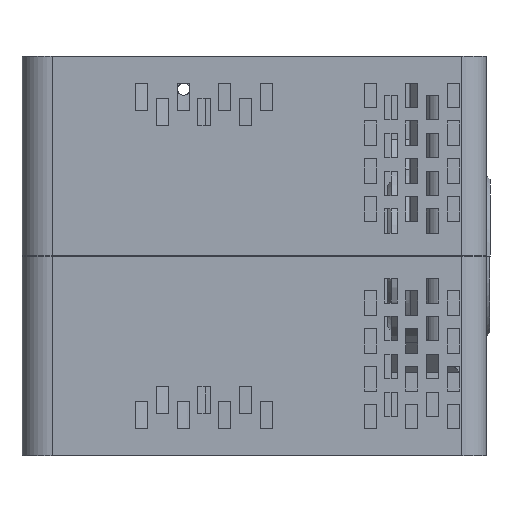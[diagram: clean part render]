
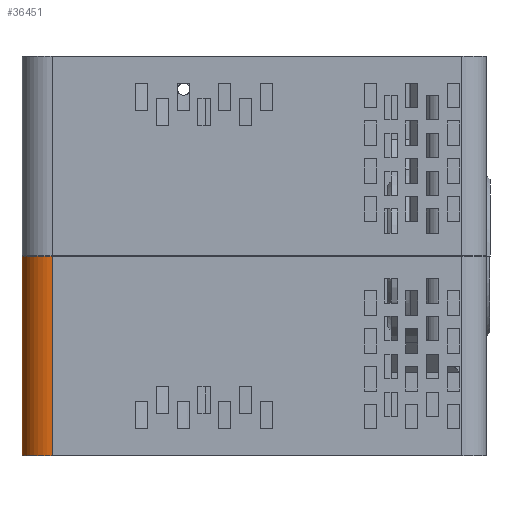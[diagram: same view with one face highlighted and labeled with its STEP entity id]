
A CAD part, left-side view. The second image highlights one B-rep face of the part: STEP entity #36451.
In plain terms, the highlighted cylindrical face has radius 5 mm (diameter 10 mm), a partial arc.
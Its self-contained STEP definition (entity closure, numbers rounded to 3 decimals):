
#3448=LINE('',#53312,#8141);
#3604=LINE('',#53661,#8297);
#8141=VECTOR('',#41842,32.7);
#8297=VECTOR('',#42116,32.7);
#11516=CYLINDRICAL_SURFACE('',#38386,5.);
#11747=FACE_OUTER_BOUND('',#13822,.T.);
#13822=EDGE_LOOP('',(#27502,#27503,#27504,#27505));
#15807=CIRCLE('',#38304,5.);
#15816=CIRCLE('',#38315,5.);
#17437=VERTEX_POINT('',#51510);
#17438=VERTEX_POINT('',#51512);
#17615=VERTEX_POINT('',#52935);
#17616=VERTEX_POINT('',#52937);
#21132=EDGE_CURVE('',#17437,#17438,#15807,.T.);
#21315=EDGE_CURVE('',#17616,#17615,#15816,.T.);
#21503=EDGE_CURVE('',#17437,#17616,#3448,.T.);
#21674=EDGE_CURVE('',#17438,#17615,#3604,.T.);
#27502=ORIENTED_EDGE('',*,*,#21132,.F.);
#27503=ORIENTED_EDGE('',*,*,#21503,.T.);
#27504=ORIENTED_EDGE('',*,*,#21315,.T.);
#27505=ORIENTED_EDGE('',*,*,#21674,.F.);
#36451=ADVANCED_FACE('',(#11747),#11516,.T.);
#38304=AXIS2_PLACEMENT_3D('',#51513,#41515,#41516);
#38315=AXIS2_PLACEMENT_3D('',#52938,#41634,#41635);
#38386=AXIS2_PLACEMENT_3D('',#53660,#42114,#42115);
#41515=DIRECTION('center_axis',(0.,0.,-1.));
#41516=DIRECTION('ref_axis',(-1.,0.,0.));
#41634=DIRECTION('center_axis',(0.,0.,-1.));
#41635=DIRECTION('ref_axis',(-1.,0.,0.));
#41842=DIRECTION('',(0.,0.,1.));
#42114=DIRECTION('center_axis',(0.,0.,1.));
#42115=DIRECTION('ref_axis',(-1.,0.,0.));
#42116=DIRECTION('',(0.,0.,1.));
#51510=CARTESIAN_POINT('',(-49.188,71.,-32.745));
#51512=CARTESIAN_POINT('',(-39.839,73.467,-32.745));
#51513=CARTESIAN_POINT('Origin',(-44.188,71.,-32.745));
#52935=CARTESIAN_POINT('',(-39.839,73.467,-0.045));
#52937=CARTESIAN_POINT('',(-49.188,71.,-0.045));
#52938=CARTESIAN_POINT('Origin',(-44.188,71.,-0.045));
#53312=CARTESIAN_POINT('',(-49.188,71.,-32.745));
#53660=CARTESIAN_POINT('Origin',(-44.188,71.,-32.745));
#53661=CARTESIAN_POINT('',(-39.839,73.467,-32.745));
